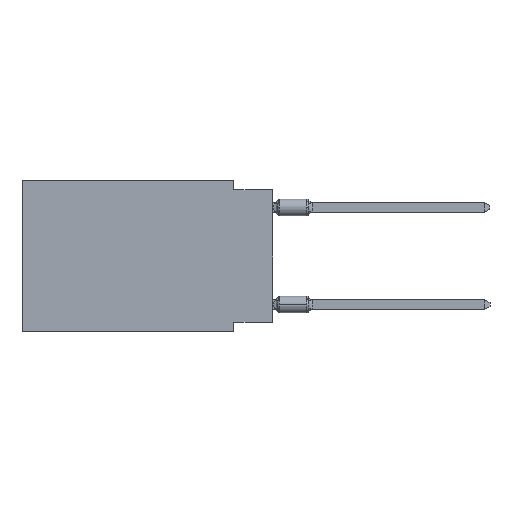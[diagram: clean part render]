
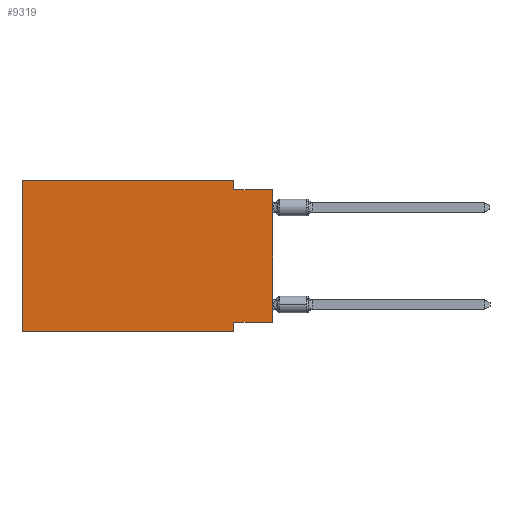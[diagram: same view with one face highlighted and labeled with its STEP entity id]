
A CAD part, left-side view. The second image highlights one B-rep face of the part: STEP entity #9319.
In plain terms, the highlighted planar face has unit normal (-1, 0, 0).
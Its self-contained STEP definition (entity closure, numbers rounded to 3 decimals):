
#263 = DIRECTION ( 'NONE',  ( 0., -1., 0. ) ) ;
#394 = DIRECTION ( 'NONE',  ( 0., -1., 0. ) ) ;
#562 = DIRECTION ( 'NONE',  ( 0., 0., 1. ) ) ;
#683 = CARTESIAN_POINT ( 'NONE',  ( 0., 16.383, 0. ) ) ;
#849 = FACE_OUTER_BOUND ( 'NONE', #5878, .T. ) ;
#939 = VERTEX_POINT ( 'NONE', #13373 ) ;
#1100 = CARTESIAN_POINT ( 'NONE',  ( 0., 16.383, -9.906 ) ) ;
#1434 = CARTESIAN_POINT ( 'NONE',  ( 0., 16.383, 0. ) ) ;
#1581 = VERTEX_POINT ( 'NONE', #10088 ) ;
#1620 = CARTESIAN_POINT ( 'NONE',  ( 0., 2.54, 0. ) ) ;
#1709 = VERTEX_POINT ( 'NONE', #10501 ) ;
#1915 = EDGE_CURVE ( 'NONE', #2798, #1709, #14350, .T. ) ;
#2029 = CARTESIAN_POINT ( 'NONE',  ( 0., 2.54, 0. ) ) ;
#2252 = CARTESIAN_POINT ( 'NONE',  ( 0., 0., -9.271 ) ) ;
#2306 = ORIENTED_EDGE ( 'NONE', *, *, #6538, .F. ) ;
#2777 = ORIENTED_EDGE ( 'NONE', *, *, #6229, .F. ) ;
#2794 = ORIENTED_EDGE ( 'NONE', *, *, #6013, .F. ) ;
#2798 = VERTEX_POINT ( 'NONE', #1100 ) ;
#2813 = PLANE ( 'NONE',  #9570 ) ;
#3369 = VERTEX_POINT ( 'NONE', #6231 ) ;
#3379 = DIRECTION ( 'NONE',  ( 0., -1., 0. ) ) ;
#4301 = VECTOR ( 'NONE', #394, 1000. ) ;
#4373 = VECTOR ( 'NONE', #5068, 1000. ) ;
#4920 = LINE ( 'NONE', #13719, #4373 ) ;
#5068 = DIRECTION ( 'NONE',  ( 0., 0., -1. ) ) ;
#5088 = ORIENTED_EDGE ( 'NONE', *, *, #13574, .F. ) ;
#5246 = VECTOR ( 'NONE', #3379, 1000. ) ;
#5272 = DIRECTION ( 'NONE',  ( 0., 0., 1. ) ) ;
#5828 = DIRECTION ( 'NONE',  ( 0., 0., -1. ) ) ;
#5878 = EDGE_LOOP ( 'NONE', ( #6807, #2306, #8265, #2794, #2777, #10971, #5088, #8601 ) ) ;
#6013 = EDGE_CURVE ( 'NONE', #3369, #13675, #9126, .T. ) ;
#6229 = EDGE_CURVE ( 'NONE', #2798, #3369, #12900, .T. ) ;
#6231 = CARTESIAN_POINT ( 'NONE',  ( 0., 16.383, 0. ) ) ;
#6538 = EDGE_CURVE ( 'NONE', #1581, #939, #8103, .T. ) ;
#6807 = ORIENTED_EDGE ( 'NONE', *, *, #7439, .T. ) ;
#7244 = DIRECTION ( 'NONE',  ( 0., 0., -1. ) ) ;
#7318 = CARTESIAN_POINT ( 'NONE',  ( 0., 0., 0. ) ) ;
#7439 = EDGE_CURVE ( 'NONE', #10628, #939, #9484, .T. ) ;
#7571 = VERTEX_POINT ( 'NONE', #13140 ) ;
#7777 = VECTOR ( 'NONE', #11023, 1000. ) ;
#8103 = LINE ( 'NONE', #11368, #4301 ) ;
#8265 = ORIENTED_EDGE ( 'NONE', *, *, #8931, .F. ) ;
#8285 = LINE ( 'NONE', #1620, #9227 ) ;
#8601 = ORIENTED_EDGE ( 'NONE', *, *, #10801, .F. ) ;
#8931 = EDGE_CURVE ( 'NONE', #13675, #1581, #8285, .T. ) ;
#9126 = LINE ( 'NONE', #1434, #12173 ) ;
#9227 = VECTOR ( 'NONE', #5828, 1000. ) ;
#9319 = ADVANCED_FACE ( 'NONE', ( #849 ), #2813, .F. ) ;
#9484 = LINE ( 'NONE', #7318, #9884 ) ;
#9570 = AXIS2_PLACEMENT_3D ( 'NONE', #11822, #11674, #7244 ) ;
#9884 = VECTOR ( 'NONE', #562, 1000. ) ;
#10088 = CARTESIAN_POINT ( 'NONE',  ( 0., 2.54, -0.635 ) ) ;
#10501 = CARTESIAN_POINT ( 'NONE',  ( 0., 2.54, -9.906 ) ) ;
#10628 = VERTEX_POINT ( 'NONE', #13933 ) ;
#10801 = EDGE_CURVE ( 'NONE', #10628, #7571, #12116, .T. ) ;
#10971 = ORIENTED_EDGE ( 'NONE', *, *, #1915, .T. ) ;
#11023 = DIRECTION ( 'NONE',  ( 0., 1., 0. ) ) ;
#11368 = CARTESIAN_POINT ( 'NONE',  ( 0., 0., -0.635 ) ) ;
#11674 = DIRECTION ( 'NONE',  ( 1., 0., 0. ) ) ;
#11702 = VECTOR ( 'NONE', #5272, 1000. ) ;
#11822 = CARTESIAN_POINT ( 'NONE',  ( 0., 16.383, 0. ) ) ;
#12116 = LINE ( 'NONE', #2252, #7777 ) ;
#12173 = VECTOR ( 'NONE', #263, 1000. ) ;
#12900 = LINE ( 'NONE', #683, #11702 ) ;
#13140 = CARTESIAN_POINT ( 'NONE',  ( 0., 2.54, -9.271 ) ) ;
#13265 = CARTESIAN_POINT ( 'NONE',  ( 0., 16.383, -9.906 ) ) ;
#13373 = CARTESIAN_POINT ( 'NONE',  ( 0., 0., -0.635 ) ) ;
#13574 = EDGE_CURVE ( 'NONE', #7571, #1709, #4920, .T. ) ;
#13675 = VERTEX_POINT ( 'NONE', #2029 ) ;
#13719 = CARTESIAN_POINT ( 'NONE',  ( 0., 2.54, -9.906 ) ) ;
#13933 = CARTESIAN_POINT ( 'NONE',  ( 0., 0., -9.271 ) ) ;
#14350 = LINE ( 'NONE', #13265, #5246 ) ;
